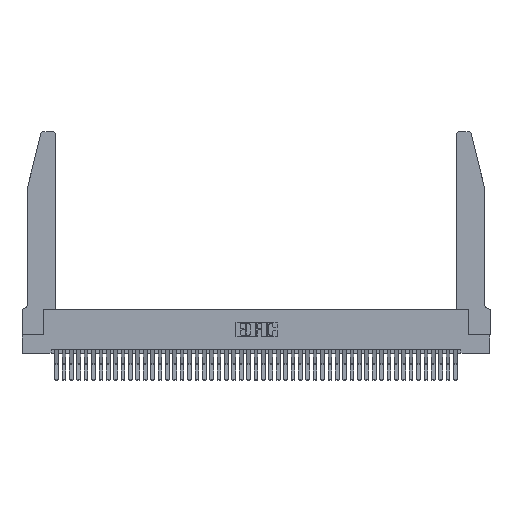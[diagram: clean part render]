
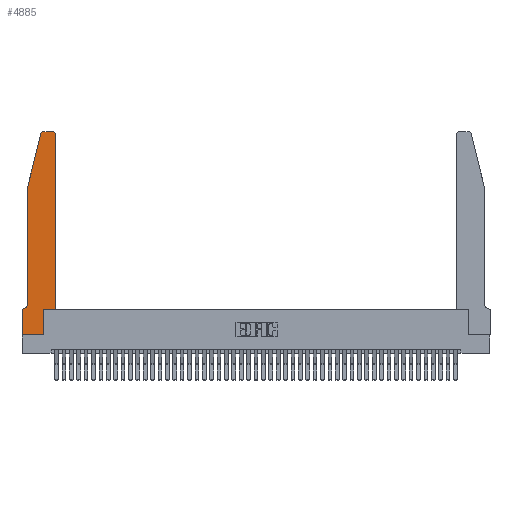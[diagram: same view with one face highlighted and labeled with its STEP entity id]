
A CAD part, top view. The second image highlights one B-rep face of the part: STEP entity #4885.
In plain terms, the highlighted planar face has unit normal (0, 0, 1).
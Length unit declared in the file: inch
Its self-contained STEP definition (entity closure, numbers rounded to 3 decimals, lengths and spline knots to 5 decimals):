
#1351 = VERTEX_POINT ( 'NONE', #3288 ) ;
#1361 = VERTEX_POINT ( 'NONE', #28435 ) ;
#1683 = DIRECTION ( 'NONE',  ( 1., 0., 0. ) ) ;
#1747 = CARTESIAN_POINT ( 'NONE',  ( 0.0755, 0.35, 0.37 ) ) ;
#3076 = CARTESIAN_POINT ( 'NONE',  ( 0.4505, 0.35, 0.37 ) ) ;
#3125 = CARTESIAN_POINT ( 'NONE',  ( 0.0755, 2., 0.37 ) ) ;
#3270 = CARTESIAN_POINT ( 'NONE',  ( 0.0755, 0.42, 0.37 ) ) ;
#3288 = CARTESIAN_POINT ( 'NONE',  ( 0.4205, 2.75, 0.37 ) ) ;
#3352 = AXIS2_PLACEMENT_3D ( 'NONE', #32230, #10907, #35783 ) ;
#3362 = EDGE_CURVE ( 'NONE', #5748, #35385, #15743, .T. ) ;
#3750 = CARTESIAN_POINT ( 'NONE',  ( 0.284, 2.72, 0.37 ) ) ;
#4885 = ADVANCED_FACE ( 'NONE', ( #20695 ), #8394, .T. ) ;
#5400 = CARTESIAN_POINT ( 'NONE',  ( 0.0055, 0.35, 0.37 ) ) ;
#5406 = DIRECTION ( 'NONE',  ( -1., 0., 0. ) ) ;
#5748 = VERTEX_POINT ( 'NONE', #20545 ) ;
#6723 = CARTESIAN_POINT ( 'NONE',  ( 0., 0., 0.37 ) ) ;
#7342 = AXIS2_PLACEMENT_3D ( 'NONE', #3750, #28873, #7370 ) ;
#7370 = DIRECTION ( 'NONE',  ( 1., 0., 0. ) ) ;
#8394 = PLANE ( 'NONE',  #21500 ) ;
#9196 = VERTEX_POINT ( 'NONE', #3270 ) ;
#10379 = DIRECTION ( 'NONE',  ( 1., 0., 0. ) ) ;
#10759 = ORIENTED_EDGE ( 'NONE', *, *, #3362, .T. ) ;
#10907 = DIRECTION ( 'NONE',  ( 0., 0., 1. ) ) ;
#11637 = ORIENTED_EDGE ( 'NONE', *, *, #32514, .T. ) ;
#11884 = CARTESIAN_POINT ( 'NONE',  ( 0.0755, 2., 0.37 ) ) ;
#12008 = CARTESIAN_POINT ( 'NONE',  ( 0.2605, 2.75, 0.37 ) ) ;
#12066 = CARTESIAN_POINT ( 'NONE',  ( 0., 0.35, 0.37 ) ) ;
#12640 = LINE ( 'NONE', #44666, #39847 ) ;
#12655 = LINE ( 'NONE', #29942, #30500 ) ;
#13365 = CARTESIAN_POINT ( 'NONE',  ( 0.2865, 0., 0.37 ) ) ;
#13812 = EDGE_CURVE ( 'NONE', #1351, #31332, #28397, .T. ) ;
#14089 = VECTOR ( 'NONE', #1683, 39.37008 ) ;
#14158 = VERTEX_POINT ( 'NONE', #3076 ) ;
#14199 = CARTESIAN_POINT ( 'NONE',  ( 0.4505, 2.72, 0.37 ) ) ;
#15275 = VERTEX_POINT ( 'NONE', #23557 ) ;
#15294 = ORIENTED_EDGE ( 'NONE', *, *, #17473, .T. ) ;
#15697 = DIRECTION ( 'NONE',  ( 1., 0., 0. ) ) ;
#15743 = LINE ( 'NONE', #3125, #26375 ) ;
#16351 = LINE ( 'NONE', #1747, #34074 ) ;
#16533 = ORIENTED_EDGE ( 'NONE', *, *, #28830, .T. ) ;
#16996 = CIRCLE ( 'NONE', #18574, 0.07 ) ;
#17102 = CARTESIAN_POINT ( 'NONE',  ( 0.0055, 0.42, 0.37 ) ) ;
#17473 = EDGE_CURVE ( 'NONE', #1361, #31251, #12640, .T. ) ;
#17722 = ORIENTED_EDGE ( 'NONE', *, *, #25602, .T. ) ;
#18016 = ORIENTED_EDGE ( 'NONE', *, *, #38116, .T. ) ;
#18574 = AXIS2_PLACEMENT_3D ( 'NONE', #17102, #41869, #20755 ) ;
#19782 = CARTESIAN_POINT ( 'NONE',  ( 0.4505, 0.35, 0.37 ) ) ;
#20538 = CARTESIAN_POINT ( 'NONE',  ( 0.2865, 0.35, 0.37 ) ) ;
#20545 = CARTESIAN_POINT ( 'NONE',  ( 0.25487, 2.72718, 0.37 ) ) ;
#20695 = FACE_OUTER_BOUND ( 'NONE', #25864, .T. ) ;
#20755 = DIRECTION ( 'NONE',  ( -1., 0., 0. ) ) ;
#21500 = AXIS2_PLACEMENT_3D ( 'NONE', #12066, #36915, #15697 ) ;
#22341 = VERTEX_POINT ( 'NONE', #5400 ) ;
#22817 = LINE ( 'NONE', #20538, #41529 ) ;
#23026 = EDGE_CURVE ( 'NONE', #15275, #14158, #42402, .T. ) ;
#23064 = DIRECTION ( 'NONE',  ( 0., 1., 0. ) ) ;
#23557 = CARTESIAN_POINT ( 'NONE',  ( 0.2865, 0.35, 0.37 ) ) ;
#24579 = CIRCLE ( 'NONE', #3352, 0.03 ) ;
#24762 = DIRECTION ( 'NONE',  ( -0.239, -0.971, 0. ) ) ;
#25602 = EDGE_CURVE ( 'NONE', #35779, #1351, #24579, .T. ) ;
#25864 = EDGE_LOOP ( 'NONE', ( #36993, #16533, #10759, #11637, #18016, #30810, #15294, #28135, #39744, #32017, #34206, #17722 ) ) ;
#26375 = VECTOR ( 'NONE', #24762, 39.37008 ) ;
#28010 = VERTEX_POINT ( 'NONE', #13365 ) ;
#28135 = ORIENTED_EDGE ( 'NONE', *, *, #38864, .T. ) ;
#28397 = LINE ( 'NONE', #12008, #46036 ) ;
#28435 = CARTESIAN_POINT ( 'NONE',  ( 0., 0.35, 0.37 ) ) ;
#28830 = EDGE_CURVE ( 'NONE', #31332, #5748, #41577, .T. ) ;
#28873 = DIRECTION ( 'NONE',  ( 0., 0., 1. ) ) ;
#29092 = EDGE_CURVE ( 'NONE', #14158, #35779, #12655, .T. ) ;
#29292 = EDGE_CURVE ( 'NONE', #28010, #15275, #22817, .T. ) ;
#29709 = CARTESIAN_POINT ( 'NONE',  ( 0.0755, 2., 0.37 ) ) ;
#29942 = CARTESIAN_POINT ( 'NONE',  ( 0.4505, 0.35, 0.37 ) ) ;
#30166 = DIRECTION ( 'NONE',  ( 0., -1., 0. ) ) ;
#30500 = VECTOR ( 'NONE', #23064, 39.37008 ) ;
#30810 = ORIENTED_EDGE ( 'NONE', *, *, #32580, .T. ) ;
#31251 = VERTEX_POINT ( 'NONE', #44308 ) ;
#31332 = VERTEX_POINT ( 'NONE', #34249 ) ;
#32017 = ORIENTED_EDGE ( 'NONE', *, *, #23026, .T. ) ;
#32230 = CARTESIAN_POINT ( 'NONE',  ( 0.4205, 2.72, 0.37 ) ) ;
#32514 = EDGE_CURVE ( 'NONE', #35385, #9196, #45685, .T. ) ;
#32580 = EDGE_CURVE ( 'NONE', #22341, #1361, #16351, .T. ) ;
#34074 = VECTOR ( 'NONE', #5406, 39.37008 ) ;
#34206 = ORIENTED_EDGE ( 'NONE', *, *, #29092, .T. ) ;
#34249 = CARTESIAN_POINT ( 'NONE',  ( 0.284, 2.75, 0.37 ) ) ;
#35385 = VERTEX_POINT ( 'NONE', #11884 ) ;
#35779 = VERTEX_POINT ( 'NONE', #14199 ) ;
#35783 = DIRECTION ( 'NONE',  ( 1., 0., 0. ) ) ;
#36266 = VECTOR ( 'NONE', #30166, 39.37008 ) ;
#36915 = DIRECTION ( 'NONE',  ( 0., 0., 1. ) ) ;
#36993 = ORIENTED_EDGE ( 'NONE', *, *, #13812, .T. ) ;
#38116 = EDGE_CURVE ( 'NONE', #9196, #22341, #16996, .T. ) ;
#38864 = EDGE_CURVE ( 'NONE', #31251, #28010, #41299, .T. ) ;
#39744 = ORIENTED_EDGE ( 'NONE', *, *, #29292, .T. ) ;
#39847 = VECTOR ( 'NONE', #41122, 39.37008 ) ;
#40165 = VECTOR ( 'NONE', #10379, 39.37008 ) ;
#41122 = DIRECTION ( 'NONE',  ( 0., -1., 0. ) ) ;
#41299 = LINE ( 'NONE', #6723, #40165 ) ;
#41529 = VECTOR ( 'NONE', #45200, 39.37008 ) ;
#41577 = CIRCLE ( 'NONE', #7342, 0.03 ) ;
#41869 = DIRECTION ( 'NONE',  ( 0., 0., -1. ) ) ;
#42402 = LINE ( 'NONE', #19782, #14089 ) ;
#43981 = DIRECTION ( 'NONE',  ( -1., 0., 0. ) ) ;
#44308 = CARTESIAN_POINT ( 'NONE',  ( 0., 0., 0.37 ) ) ;
#44666 = CARTESIAN_POINT ( 'NONE',  ( 0., 0., 0.37 ) ) ;
#45200 = DIRECTION ( 'NONE',  ( 0., 1., 0. ) ) ;
#45685 = LINE ( 'NONE', #29709, #36266 ) ;
#46036 = VECTOR ( 'NONE', #43981, 39.37008 ) ;
